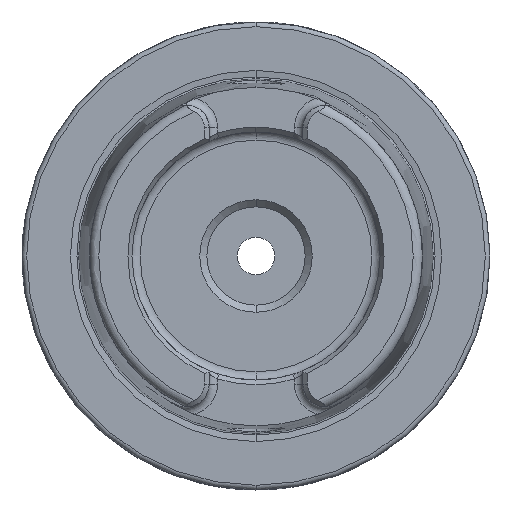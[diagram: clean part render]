
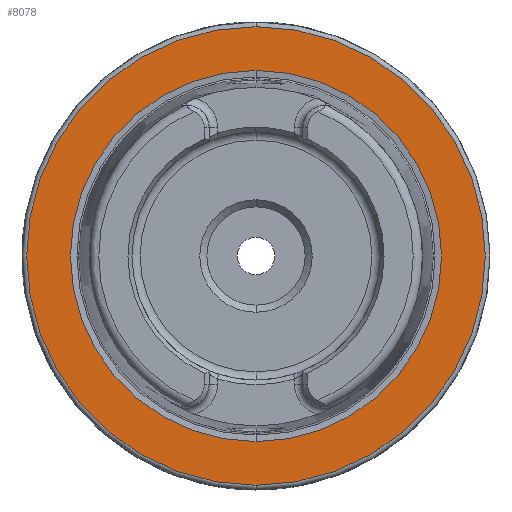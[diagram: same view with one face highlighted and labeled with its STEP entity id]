
A CAD part, left-side view. The second image highlights one B-rep face of the part: STEP entity #8078.
In plain terms, the highlighted planar face has unit normal (-1, 0, 0).
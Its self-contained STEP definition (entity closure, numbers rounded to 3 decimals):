
#348 = FACE_OUTER_BOUND ( 'NONE', #2092, .T. ) ;
#922 = DIRECTION ( 'NONE',  ( 1., 0., 0. ) ) ;
#1001 = CARTESIAN_POINT ( 'NONE',  ( 0., 0., 0. ) ) ;
#1033 = DIRECTION ( 'NONE',  ( 0., 0., 1. ) ) ;
#1406 = DIRECTION ( 'NONE',  ( 1., 0., 0. ) ) ;
#1669 = PLANE ( 'NONE',  #8116 ) ;
#2056 = CIRCLE ( 'NONE', #6307, 39.647 ) ;
#2092 = EDGE_LOOP ( 'NONE', ( #5645, #6950 ) ) ;
#2763 = EDGE_CURVE ( 'NONE', #8493, #5146, #4930, .T. ) ;
#3063 = AXIS2_PLACEMENT_3D ( 'NONE', #5984, #1406, #7890 ) ;
#3314 = CARTESIAN_POINT ( 'NONE',  ( 0., 0., 39.647 ) ) ;
#3392 = EDGE_CURVE ( 'NONE', #3931, #4232, #2056, .T. ) ;
#3498 = CIRCLE ( 'NONE', #3063, 49. ) ;
#3518 = CARTESIAN_POINT ( 'NONE',  ( 0., 0., 49. ) ) ;
#3528 = DIRECTION ( 'NONE',  ( 0., 0., -1. ) ) ;
#3598 = FACE_BOUND ( 'NONE', #4254, .T. ) ;
#3866 = EDGE_CURVE ( 'NONE', #4232, #3931, #6117, .T. ) ;
#3891 = EDGE_CURVE ( 'NONE', #5146, #8493, #3498, .T. ) ;
#3931 = VERTEX_POINT ( 'NONE', #3314 ) ;
#4232 = VERTEX_POINT ( 'NONE', #6064 ) ;
#4254 = EDGE_LOOP ( 'NONE', ( #4408, #7129 ) ) ;
#4263 = CARTESIAN_POINT ( 'NONE',  ( 0., 0., 0. ) ) ;
#4285 = DIRECTION ( 'NONE',  ( -1., 0., 0. ) ) ;
#4298 = DIRECTION ( 'NONE',  ( 1., 0., 0. ) ) ;
#4408 = ORIENTED_EDGE ( 'NONE', *, *, #3392, .T. ) ;
#4569 = DIRECTION ( 'NONE',  ( 0., 0., -1. ) ) ;
#4702 = CARTESIAN_POINT ( 'NONE',  ( 0., 0., 0. ) ) ;
#4930 = CIRCLE ( 'NONE', #7415, 49. ) ;
#5105 = CARTESIAN_POINT ( 'NONE',  ( 0., 0., -49. ) ) ;
#5146 = VERTEX_POINT ( 'NONE', #5105 ) ;
#5512 = DIRECTION ( 'NONE',  ( 0., 0., -1. ) ) ;
#5645 = ORIENTED_EDGE ( 'NONE', *, *, #3891, .F. ) ;
#5984 = CARTESIAN_POINT ( 'NONE',  ( 0., 0., 0. ) ) ;
#6064 = CARTESIAN_POINT ( 'NONE',  ( 0., 0., -39.647 ) ) ;
#6117 = CIRCLE ( 'NONE', #7624, 39.647 ) ;
#6307 = AXIS2_PLACEMENT_3D ( 'NONE', #4263, #922, #3528 ) ;
#6347 = CARTESIAN_POINT ( 'NONE',  ( 0., 39.647, 0. ) ) ;
#6950 = ORIENTED_EDGE ( 'NONE', *, *, #2763, .F. ) ;
#7129 = ORIENTED_EDGE ( 'NONE', *, *, #3866, .T. ) ;
#7247 = DIRECTION ( 'NONE',  ( 1., 0., 0. ) ) ;
#7415 = AXIS2_PLACEMENT_3D ( 'NONE', #1001, #4298, #5512 ) ;
#7624 = AXIS2_PLACEMENT_3D ( 'NONE', #4702, #7247, #4569 ) ;
#7890 = DIRECTION ( 'NONE',  ( 0., 0., -1. ) ) ;
#8078 = ADVANCED_FACE ( 'NONE', ( #3598, #348 ), #1669, .T. ) ;
#8116 = AXIS2_PLACEMENT_3D ( 'NONE', #6347, #4285, #1033 ) ;
#8493 = VERTEX_POINT ( 'NONE', #3518 ) ;
